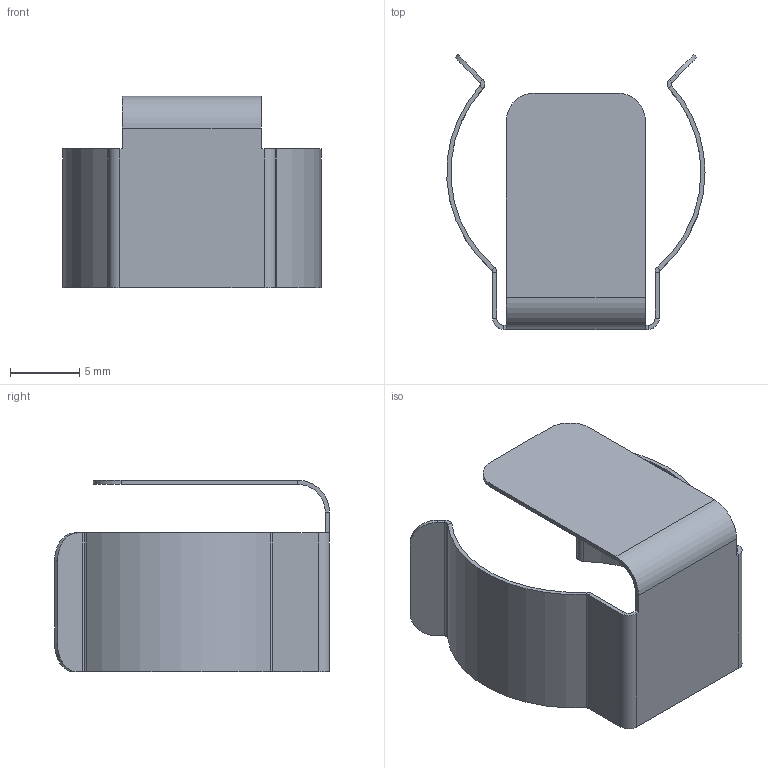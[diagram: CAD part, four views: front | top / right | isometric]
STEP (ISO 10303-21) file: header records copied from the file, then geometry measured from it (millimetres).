
FILE_DESCRIPTION(('HOOPS Exchange Step'),'2;1');
FILE_NAME('clip.step','2018-08-02T14:12:14+00:00',('SYSTEM'),('Unknown organisation'),'HOOPS Exchange 10.0','HOOPS Exchange','Unknown authorisation');
FILE_SCHEMA( ('AUTOMOTIVE_DESIGN { 1 0 10303 214 1 1 1 1 }') );
Length unit declared in the file: millimetre
Products named in the file (2):  ; clip
Assembly tree (1 placements, depth 2):
  clip
     
Bounding box: 18.58 x 19.79 x 13.8 mm (x, y, z)
Volume: 221.8 mm3; surface area: 1528 mm2
Topology: 1 solids, 1 shells, 76 faces, 166 edges, 92 vertices
Faces by surface type: plane 48, cylinder 28
Entity records: 2065 total; most frequent: DIRECTION 380, CARTESIAN_POINT 337, ORIENTED_EDGE 332, EDGE_CURVE 166, AXIS2_PLACEMENT_3D 135, VECTOR 110, LINE 110, VERTEX_POINT 92
